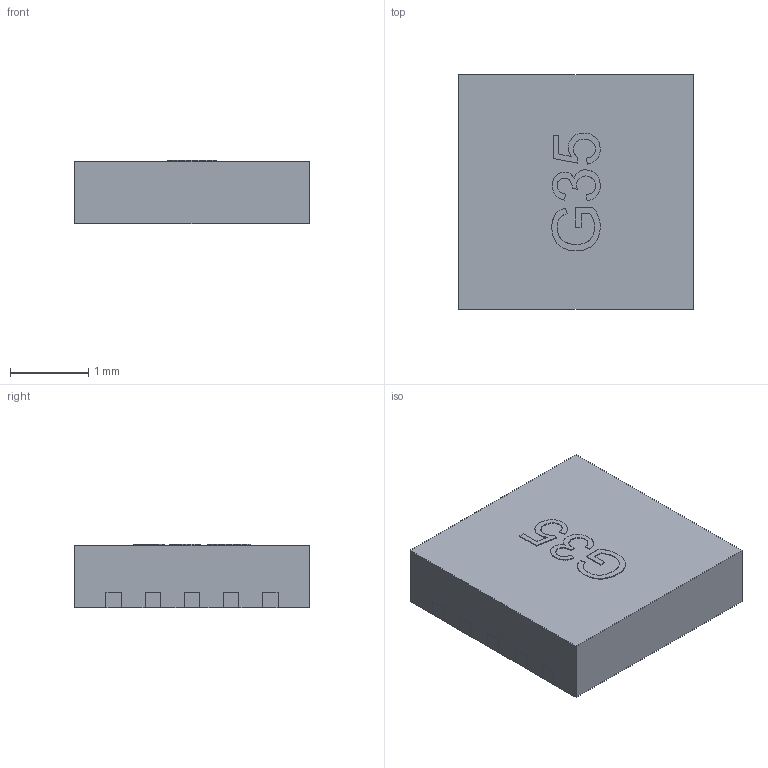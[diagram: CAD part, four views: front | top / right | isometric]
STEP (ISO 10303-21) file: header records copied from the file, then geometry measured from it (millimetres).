
FILE_DESCRIPTION(/* description */ (''),/* implementation_level */ '2;1');
FILE_NAME(/* name */ 'RT6150B-33GQW.step',/* time_stamp */ '2022-04-03T00:10:46+09:00',/* author */ (''),/* organization */ (''),/* preprocessor_version */ 'ST-DEVELOPER v18.1',/* originating_system */ 'Autodesk Translation Framework v10.14.0.1471',/* authorisation */ '');
FILE_SCHEMA (('AUTOMOTIVE_DESIGN { 1 0 10303 214 3 1 1 }'));
Length unit declared in the file: millimetre
Products named in the file (1): RT6150B-33GQW
Bounding box: 3 x 3 x 0.81 mm (x, y, z)
Volume: 7.3 mm3; surface area: 43.7 mm2
Topology: 5 solids, 5 shells, 191 faces, 527 edges, 346 vertices
Faces by surface type: plane 126, bspline 65
Entity records: 6626 total; most frequent: CARTESIAN_POINT 2170, ORIENTED_EDGE 1054, DIRECTION 651, EDGE_CURVE 527, LINE 397, VECTOR 397, VERTEX_POINT 346, FACE_OUTER_BOUND 191
